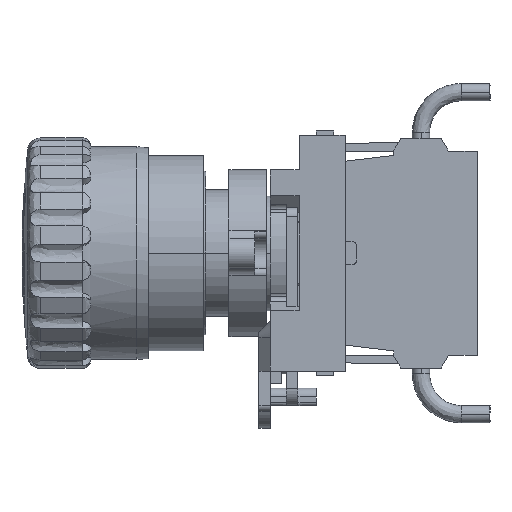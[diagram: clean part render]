
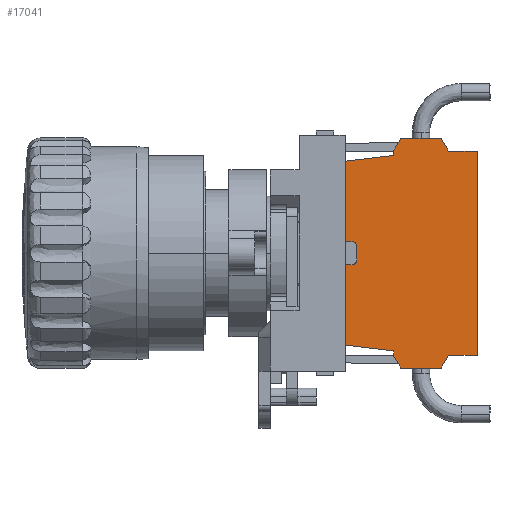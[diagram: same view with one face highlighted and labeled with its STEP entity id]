
A CAD part, left-side view. The second image highlights one B-rep face of the part: STEP entity #17041.
In plain terms, the highlighted free-form (B-spline) face has degree [1, 1] with [2, 2] control points.
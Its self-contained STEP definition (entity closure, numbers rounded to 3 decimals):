
#16423 = EDGE_CURVE('',#16424,#16426,#16428,.T.);
#16424 = VERTEX_POINT('',#16425);
#16425 = CARTESIAN_POINT('',(-15.071,-66.214,
    -20.095));
#16426 = VERTEX_POINT('',#16427);
#16427 = CARTESIAN_POINT('',(-15.071,-73.247,
    -20.095));
#16428 = B_SPLINE_CURVE_WITH_KNOTS('',1,(#16429,#16430),.UNSPECIFIED.,
  .F.,.F.,(2,2),(-7.,0.),.PIECEWISE_BEZIER_KNOTS.);
#16429 = CARTESIAN_POINT('',(-15.071,-66.214,
    -20.095));
#16430 = CARTESIAN_POINT('',(-15.071,-73.247,
    -20.095));
#16489 = EDGE_CURVE('',#16490,#16492,#16494,.T.);
#16490 = VERTEX_POINT('',#16491);
#16491 = CARTESIAN_POINT('',(-15.071,-65.007,
    17.081));
#16492 = VERTEX_POINT('',#16493);
#16493 = CARTESIAN_POINT('',(-15.071,-56.467,
    16.076));
#16494 = B_SPLINE_CURVE_WITH_KNOTS('',1,(#16495,#16496),.UNSPECIFIED.,
  .F.,.F.,(2,2),(0.,8.559),.PIECEWISE_BEZIER_KNOTS.);
#16495 = CARTESIAN_POINT('',(-15.071,-65.007,
    17.081));
#16496 = CARTESIAN_POINT('',(-15.071,-56.467,
    16.076));
#16525 = EDGE_CURVE('',#16526,#16490,#16528,.T.);
#16526 = VERTEX_POINT('',#16527);
#16527 = CARTESIAN_POINT('',(-15.071,-65.007,
    18.005));
#16528 = B_SPLINE_CURVE_WITH_KNOTS('',1,(#16529,#16530),.UNSPECIFIED.,
  .F.,.F.,(2,2),(0.,0.92),.PIECEWISE_BEZIER_KNOTS.);
#16529 = CARTESIAN_POINT('',(-15.071,-65.007,
    18.005));
#16530 = CARTESIAN_POINT('',(-15.071,-65.007,
    17.081));
#16575 = EDGE_CURVE('',#16576,#16526,#16578,.T.);
#16576 = VERTEX_POINT('',#16577);
#16577 = CARTESIAN_POINT('',(-15.071,-66.214,
    20.095));
#16578 = B_SPLINE_CURVE_WITH_KNOTS('',1,(#16579,#16580),.UNSPECIFIED.,
  .F.,.F.,(2,2),(0.,2.402),.PIECEWISE_BEZIER_KNOTS.);
#16579 = CARTESIAN_POINT('',(-15.071,-66.214,
    20.095));
#16580 = CARTESIAN_POINT('',(-15.071,-65.007,
    18.005));
#16645 = EDGE_CURVE('',#16646,#16576,#16648,.T.);
#16646 = VERTEX_POINT('',#16647);
#16647 = CARTESIAN_POINT('',(-15.071,-73.247,
    20.095));
#16648 = B_SPLINE_CURVE_WITH_KNOTS('',1,(#16649,#16650),.UNSPECIFIED.,
  .F.,.F.,(2,2),(0.,7.),.PIECEWISE_BEZIER_KNOTS.);
#16649 = CARTESIAN_POINT('',(-15.071,-73.247,
    20.095));
#16650 = CARTESIAN_POINT('',(-15.071,-66.214,
    20.095));
#16673 = EDGE_CURVE('',#16674,#16646,#16676,.T.);
#16674 = VERTEX_POINT('',#16675);
#16675 = CARTESIAN_POINT('',(-15.071,-74.552,
    17.834));
#16676 = B_SPLINE_CURVE_WITH_KNOTS('',1,(#16677,#16678),.UNSPECIFIED.,
  .F.,.F.,(2,2),(0.,2.598),.PIECEWISE_BEZIER_KNOTS.);
#16677 = CARTESIAN_POINT('',(-15.071,-74.552,
    17.834));
#16678 = CARTESIAN_POINT('',(-15.071,-73.247,
    20.095));
#16701 = EDGE_CURVE('',#16702,#16674,#16704,.T.);
#16702 = VERTEX_POINT('',#16703);
#16703 = CARTESIAN_POINT('',(-15.071,-79.576,
    17.834));
#16704 = B_SPLINE_CURVE_WITH_KNOTS('',1,(#16705,#16706),.UNSPECIFIED.,
  .F.,.F.,(2,2),(0.,5.),.PIECEWISE_BEZIER_KNOTS.);
#16705 = CARTESIAN_POINT('',(-15.071,-79.576,
    17.834));
#16706 = CARTESIAN_POINT('',(-15.071,-74.552,
    17.834));
#16781 = EDGE_CURVE('',#16782,#16702,#16784,.T.);
#16782 = VERTEX_POINT('',#16783);
#16783 = CARTESIAN_POINT('',(-15.071,-79.576,
    -17.834));
#16784 = B_SPLINE_CURVE_WITH_KNOTS('',1,(#16785,#16786),.UNSPECIFIED.,
  .F.,.F.,(2,2),(0.,35.5),.PIECEWISE_BEZIER_KNOTS.);
#16785 = CARTESIAN_POINT('',(-15.071,-79.576,
    -17.834));
#16786 = CARTESIAN_POINT('',(-15.071,-79.576,
    17.834));
#16809 = EDGE_CURVE('',#16810,#16782,#16812,.T.);
#16810 = VERTEX_POINT('',#16811);
#16811 = CARTESIAN_POINT('',(-15.071,-74.552,
    -17.834));
#16812 = B_SPLINE_CURVE_WITH_KNOTS('',1,(#16813,#16814),.UNSPECIFIED.,
  .F.,.F.,(2,2),(-5.,-0.),.PIECEWISE_BEZIER_KNOTS.);
#16813 = CARTESIAN_POINT('',(-15.071,-74.552,
    -17.834));
#16814 = CARTESIAN_POINT('',(-15.071,-79.576,
    -17.834));
#16837 = EDGE_CURVE('',#16426,#16810,#16838,.T.);
#16838 = B_SPLINE_CURVE_WITH_KNOTS('',1,(#16839,#16840),.UNSPECIFIED.,
  .F.,.F.,(2,2),(-2.598,0.),.PIECEWISE_BEZIER_KNOTS.);
#16839 = CARTESIAN_POINT('',(-15.071,-73.247,
    -20.095));
#16840 = CARTESIAN_POINT('',(-15.071,-74.552,
    -17.834));
#16893 = EDGE_CURVE('',#16894,#16424,#16896,.T.);
#16894 = VERTEX_POINT('',#16895);
#16895 = CARTESIAN_POINT('',(-15.071,-65.007,
    -18.005));
#16896 = B_SPLINE_CURVE_WITH_KNOTS('',1,(#16897,#16898),.UNSPECIFIED.,
  .F.,.F.,(2,2),(-2.402,-0.),.PIECEWISE_BEZIER_KNOTS.);
#16897 = CARTESIAN_POINT('',(-15.071,-65.007,
    -18.005));
#16898 = CARTESIAN_POINT('',(-15.071,-66.214,
    -20.095));
#16913 = EDGE_CURVE('',#16914,#16894,#16916,.T.);
#16914 = VERTEX_POINT('',#16915);
#16915 = CARTESIAN_POINT('',(-15.071,-65.007,
    -17.081));
#16916 = B_SPLINE_CURVE_WITH_KNOTS('',1,(#16917,#16918),.UNSPECIFIED.,
  .F.,.F.,(2,2),(-0.92,-0.),.PIECEWISE_BEZIER_KNOTS.);
#16917 = CARTESIAN_POINT('',(-15.071,-65.007,
    -17.081));
#16918 = CARTESIAN_POINT('',(-15.071,-65.007,
    -18.005));
#16947 = EDGE_CURVE('',#16948,#16914,#16950,.T.);
#16948 = VERTEX_POINT('',#16949);
#16949 = CARTESIAN_POINT('',(-15.071,-56.467,
    -16.076));
#16950 = B_SPLINE_CURVE_WITH_KNOTS('',1,(#16951,#16952),.UNSPECIFIED.,
  .F.,.F.,(2,2),(-8.559,-0.),.PIECEWISE_BEZIER_KNOTS.);
#16951 = CARTESIAN_POINT('',(-15.071,-56.467,
    -16.076));
#16952 = CARTESIAN_POINT('',(-15.071,-65.007,
    -17.081));
#16978 = VERTEX_POINT('',#16979);
#16979 = CARTESIAN_POINT('',(-15.071,-56.467,
    2.009));
#16984 = EDGE_CURVE('',#16492,#16978,#16985,.T.);
#16985 = B_SPLINE_CURVE_WITH_KNOTS('',1,(#16986,#16987),.UNSPECIFIED.,
  .F.,.F.,(2,2),(-32.,-18.),.PIECEWISE_BEZIER_KNOTS.);
#16986 = CARTESIAN_POINT('',(-15.071,-56.467,
    16.076));
#16987 = CARTESIAN_POINT('',(-15.071,-56.467,
    2.009));
#16996 = EDGE_CURVE('',#16997,#16948,#16999,.T.);
#16997 = VERTEX_POINT('',#16998);
#16998 = CARTESIAN_POINT('',(-15.071,-56.467,
    -2.009));
#16999 = B_SPLINE_CURVE_WITH_KNOTS('',1,(#17000,#17001),.UNSPECIFIED.,
  .F.,.F.,(2,2),(-14.,-0.),.PIECEWISE_BEZIER_KNOTS.);
#17000 = CARTESIAN_POINT('',(-15.071,-56.467,
    -2.009));
#17001 = CARTESIAN_POINT('',(-15.071,-56.467,
    -16.076));
#17041 = ADVANCED_FACE('',(#17042),#17094,.F.);
#17042 = FACE_BOUND('',#17043,.T.);
#17043 = EDGE_LOOP('',(#17044,#17045,#17052,#17060,#17067,#17075,#17080,
    #17081,#17082,#17083,#17084,#17085,#17086,#17087,#17088,#17089,
    #17090,#17091,#17092,#17093));
#17044 = ORIENTED_EDGE('',*,*,#16984,.T.);
#17045 = ORIENTED_EDGE('',*,*,#17046,.F.);
#17046 = EDGE_CURVE('',#17047,#16978,#17049,.T.);
#17047 = VERTEX_POINT('',#17048);
#17048 = CARTESIAN_POINT('',(-15.071,-57.672,
    2.009));
#17049 = B_SPLINE_CURVE_WITH_KNOTS('',1,(#17050,#17051),.UNSPECIFIED.,
  .F.,.F.,(2,2),(0.,1.2),.PIECEWISE_BEZIER_KNOTS.);
#17050 = CARTESIAN_POINT('',(-15.071,-57.672,
    2.009));
#17051 = CARTESIAN_POINT('',(-15.071,-56.467,
    2.009));
#17052 = ORIENTED_EDGE('',*,*,#17053,.F.);
#17053 = EDGE_CURVE('',#17054,#17047,#17056,.T.);
#17054 = VERTEX_POINT('',#17055);
#17055 = CARTESIAN_POINT('',(-15.071,-58.476,
    1.206));
#17056 = ( BOUNDED_CURVE() B_SPLINE_CURVE(2,(#17057,#17058,#17059),
.UNSPECIFIED.,.F.,.F.) B_SPLINE_CURVE_WITH_KNOTS((3,3),(4.712,
6.283),.PIECEWISE_BEZIER_KNOTS.) CURVE() 
GEOMETRIC_REPRESENTATION_ITEM() RATIONAL_B_SPLINE_CURVE((1.,
0.707,1.)) REPRESENTATION_ITEM('') );
#17057 = CARTESIAN_POINT('',(-15.071,-58.476,
    1.206));
#17058 = CARTESIAN_POINT('',(-15.071,-58.476,
    2.009));
#17059 = CARTESIAN_POINT('',(-15.071,-57.672,
    2.009));
#17060 = ORIENTED_EDGE('',*,*,#17061,.F.);
#17061 = EDGE_CURVE('',#17062,#17054,#17064,.T.);
#17062 = VERTEX_POINT('',#17063);
#17063 = CARTESIAN_POINT('',(-15.071,-58.476,
    -1.206));
#17064 = B_SPLINE_CURVE_WITH_KNOTS('',1,(#17065,#17066),.UNSPECIFIED.,
  .F.,.F.,(2,2),(0.,2.4),.PIECEWISE_BEZIER_KNOTS.);
#17065 = CARTESIAN_POINT('',(-15.071,-58.476,
    -1.206));
#17066 = CARTESIAN_POINT('',(-15.071,-58.476,
    1.206));
#17067 = ORIENTED_EDGE('',*,*,#17068,.F.);
#17068 = EDGE_CURVE('',#17069,#17062,#17071,.T.);
#17069 = VERTEX_POINT('',#17070);
#17070 = CARTESIAN_POINT('',(-15.071,-57.672,
    -2.009));
#17071 = ( BOUNDED_CURVE() B_SPLINE_CURVE(2,(#17072,#17073,#17074),
.UNSPECIFIED.,.F.,.F.) B_SPLINE_CURVE_WITH_KNOTS((3,3),(3.142,
4.712),.PIECEWISE_BEZIER_KNOTS.) CURVE() 
GEOMETRIC_REPRESENTATION_ITEM() RATIONAL_B_SPLINE_CURVE((1.,
0.707,1.)) REPRESENTATION_ITEM('') );
#17072 = CARTESIAN_POINT('',(-15.071,-57.672,
    -2.009));
#17073 = CARTESIAN_POINT('',(-15.071,-58.476,
    -2.009));
#17074 = CARTESIAN_POINT('',(-15.071,-58.476,
    -1.206));
#17075 = ORIENTED_EDGE('',*,*,#17076,.F.);
#17076 = EDGE_CURVE('',#16997,#17069,#17077,.T.);
#17077 = B_SPLINE_CURVE_WITH_KNOTS('',1,(#17078,#17079),.UNSPECIFIED.,
  .F.,.F.,(2,2),(0.,1.2),.PIECEWISE_BEZIER_KNOTS.);
#17078 = CARTESIAN_POINT('',(-15.071,-56.467,
    -2.009));
#17079 = CARTESIAN_POINT('',(-15.071,-57.672,
    -2.009));
#17080 = ORIENTED_EDGE('',*,*,#16996,.T.);
#17081 = ORIENTED_EDGE('',*,*,#16947,.T.);
#17082 = ORIENTED_EDGE('',*,*,#16913,.T.);
#17083 = ORIENTED_EDGE('',*,*,#16893,.T.);
#17084 = ORIENTED_EDGE('',*,*,#16423,.T.);
#17085 = ORIENTED_EDGE('',*,*,#16837,.T.);
#17086 = ORIENTED_EDGE('',*,*,#16809,.T.);
#17087 = ORIENTED_EDGE('',*,*,#16781,.T.);
#17088 = ORIENTED_EDGE('',*,*,#16701,.T.);
#17089 = ORIENTED_EDGE('',*,*,#16673,.T.);
#17090 = ORIENTED_EDGE('',*,*,#16645,.T.);
#17091 = ORIENTED_EDGE('',*,*,#16575,.T.);
#17092 = ORIENTED_EDGE('',*,*,#16525,.T.);
#17093 = ORIENTED_EDGE('',*,*,#16489,.T.);
#17094 = B_SPLINE_SURFACE_WITH_KNOTS('',1,1,(
    (#17095,#17096)
    ,(#17097,#17098
    )),.UNSPECIFIED.,.F.,.F.,.F.,(2,2),(2,2),(-20.,20.),(-79.2,-56.2),
  .PIECEWISE_BEZIER_KNOTS.);
#17095 = CARTESIAN_POINT('',(-15.071,-79.576,
    20.095));
#17096 = CARTESIAN_POINT('',(-15.071,-56.467,
    20.095));
#17097 = CARTESIAN_POINT('',(-15.071,-79.576,
    -20.095));
#17098 = CARTESIAN_POINT('',(-15.071,-56.467,
    -20.095));
